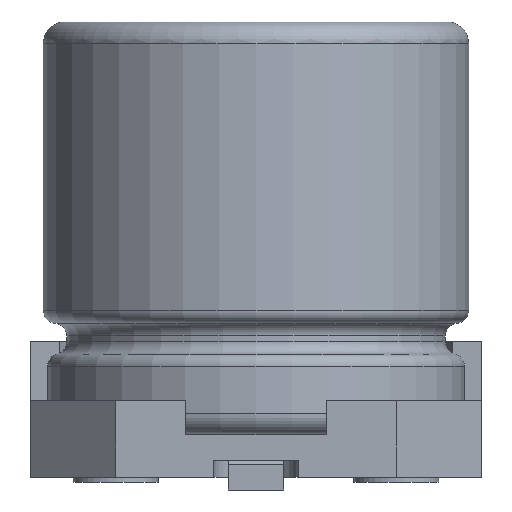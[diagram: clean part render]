
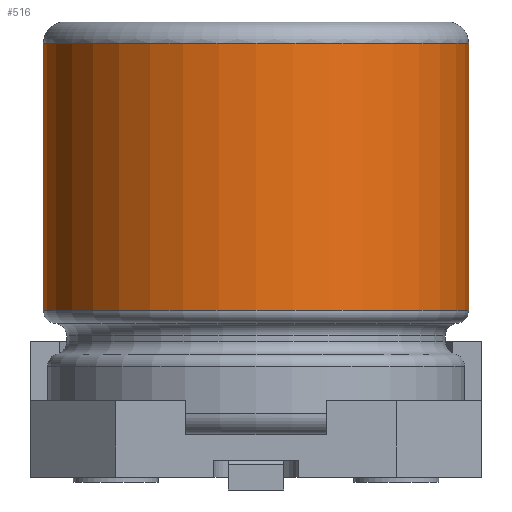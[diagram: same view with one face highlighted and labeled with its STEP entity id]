
A CAD part, front view. The second image highlights one B-rep face of the part: STEP entity #516.
In plain terms, the highlighted cylindrical face has radius 2.5 mm (diameter 5 mm), a full revolution.
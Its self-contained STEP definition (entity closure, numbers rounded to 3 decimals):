
#516 = ADVANCED_FACE( '', ( #1169, #1170 ), #1171, .T. );
#1169 = FACE_OUTER_BOUND( '', #1992, .T. );
#1170 = FACE_OUTER_BOUND( '', #1993, .T. );
#1171 = CYLINDRICAL_SURFACE( '', #1994, 2.5 );
#1992 = EDGE_LOOP( '', ( #3474 ) );
#1993 = EDGE_LOOP( '', ( #3475 ) );
#1994 = AXIS2_PLACEMENT_3D( '', #3476, #3477, #3478 );
#3474 = ORIENTED_EDGE( '', *, *, #5476, .T. );
#3475 = ORIENTED_EDGE( '', *, *, #5118, .T. );
#3476 = CARTESIAN_POINT( '', ( 0., 0., 9.9 ) );
#3477 = DIRECTION( '', ( 0., 0., -1. ) );
#3478 = DIRECTION( '', ( 1., 0., 0. ) );
#5118 = EDGE_CURVE( '', #6115, #6115, #6116, .T. );
#5476 = EDGE_CURVE( '', #6705, #6705, #6706, .T. );
#6115 = VERTEX_POINT( '', #7635 );
#6116 = CIRCLE( '', #7636, 2.5 );
#6705 = VERTEX_POINT( '', #8733 );
#6706 = CIRCLE( '', #8734, 2.5 );
#7635 = CARTESIAN_POINT( '', ( 2.5, 0., 1.46 ) );
#7636 = AXIS2_PLACEMENT_3D( '', #9731, #9732, #9733 );
#8733 = CARTESIAN_POINT( '', ( -2.5, 0., 4.6 ) );
#8734 = AXIS2_PLACEMENT_3D( '', #10062, #10063, #10064 );
#9731 = CARTESIAN_POINT( '', ( 0., 0., 1.46 ) );
#9732 = DIRECTION( '', ( 0., 0., 1. ) );
#9733 = DIRECTION( '', ( 1., 0., 0. ) );
#10062 = CARTESIAN_POINT( '', ( 0., 0., 4.6 ) );
#10063 = DIRECTION( '', ( 0., 0., -1. ) );
#10064 = DIRECTION( '', ( -1., 0., 0. ) );
